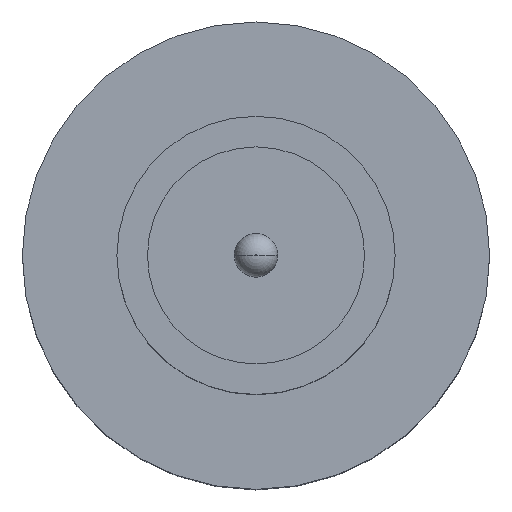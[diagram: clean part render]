
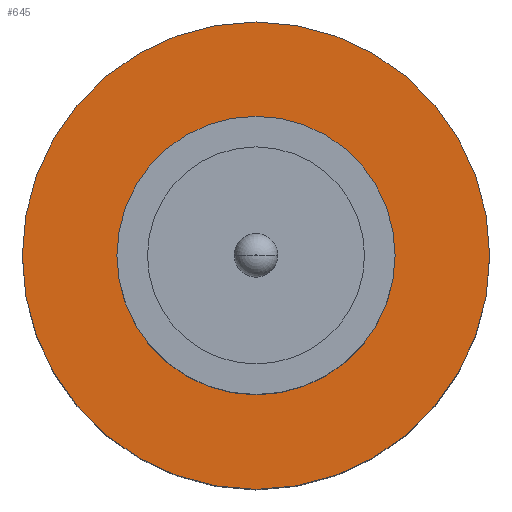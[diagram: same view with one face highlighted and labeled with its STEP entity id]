
A CAD part, top view. The second image highlights one B-rep face of the part: STEP entity #645.
In plain terms, the highlighted planar face has unit normal (0, 0, 1).
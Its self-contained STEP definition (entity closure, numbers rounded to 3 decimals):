
#11 = EDGE_CURVE ( 'NONE', #17, #595, #246, .T. ) ;
#15 = CARTESIAN_POINT ( 'NONE',  ( 0., 0., 1.55 ) ) ;
#17 = VERTEX_POINT ( 'NONE', #609 ) ;
#59 = AXIS2_PLACEMENT_3D ( 'NONE', #780, #542, #86 ) ;
#86 = DIRECTION ( 'NONE',  ( 1., 0., 0. ) ) ;
#96 = CIRCLE ( 'NONE', #446, 2.1 ) ;
#160 = CIRCLE ( 'NONE', #59, 1.25 ) ;
#230 = DIRECTION ( 'NONE',  ( 0., 0., 1. ) ) ;
#245 = DIRECTION ( 'NONE',  ( 1., 0., 0. ) ) ;
#246 = CIRCLE ( 'NONE', #295, 2.1 ) ;
#251 = CARTESIAN_POINT ( 'NONE',  ( 0., 0., 1.55 ) ) ;
#295 = AXIS2_PLACEMENT_3D ( 'NONE', #15, #230, #319 ) ;
#319 = DIRECTION ( 'NONE',  ( 1., 0., 0. ) ) ;
#327 = ORIENTED_EDGE ( 'NONE', *, *, #421, .T. ) ;
#335 = CIRCLE ( 'NONE', #672, 1.25 ) ;
#382 = AXIS2_PLACEMENT_3D ( 'NONE', #251, #957, #625 ) ;
#412 = DIRECTION ( 'NONE',  ( 0., 0., 1. ) ) ;
#414 = VERTEX_POINT ( 'NONE', #751 ) ;
#421 = EDGE_CURVE ( 'NONE', #595, #17, #96, .T. ) ;
#438 = CARTESIAN_POINT ( 'NONE',  ( 0., 0., 1.55 ) ) ;
#439 = EDGE_CURVE ( 'NONE', #536, #414, #160, .T. ) ;
#445 = DIRECTION ( 'NONE',  ( 1., 0., 0. ) ) ;
#446 = AXIS2_PLACEMENT_3D ( 'NONE', #438, #915, #445 ) ;
#466 = ORIENTED_EDGE ( 'NONE', *, *, #439, .F. ) ;
#470 = CARTESIAN_POINT ( 'NONE',  ( 1.25, 0., 1.55 ) ) ;
#473 = FACE_OUTER_BOUND ( 'NONE', #881, .T. ) ;
#536 = VERTEX_POINT ( 'NONE', #470 ) ;
#542 = DIRECTION ( 'NONE',  ( 0., 0., 1. ) ) ;
#548 = EDGE_LOOP ( 'NONE', ( #466, #811 ) ) ;
#595 = VERTEX_POINT ( 'NONE', #791 ) ;
#609 = CARTESIAN_POINT ( 'NONE',  ( 2.1, 0., 1.55 ) ) ;
#625 = DIRECTION ( 'NONE',  ( 1., 0., 0. ) ) ;
#631 = PLANE ( 'NONE',  #382 ) ;
#645 = ADVANCED_FACE ( 'NONE', ( #869, #473 ), #631, .T. ) ;
#664 = EDGE_CURVE ( 'NONE', #414, #536, #335, .T. ) ;
#672 = AXIS2_PLACEMENT_3D ( 'NONE', #802, #412, #245 ) ;
#751 = CARTESIAN_POINT ( 'NONE',  ( -1.25, 0., 1.55 ) ) ;
#780 = CARTESIAN_POINT ( 'NONE',  ( 0., 0., 1.55 ) ) ;
#791 = CARTESIAN_POINT ( 'NONE',  ( -2.1, 0., 1.55 ) ) ;
#802 = CARTESIAN_POINT ( 'NONE',  ( 0., 0., 1.55 ) ) ;
#811 = ORIENTED_EDGE ( 'NONE', *, *, #664, .F. ) ;
#869 = FACE_BOUND ( 'NONE', #548, .T. ) ;
#881 = EDGE_LOOP ( 'NONE', ( #327, #963 ) ) ;
#915 = DIRECTION ( 'NONE',  ( 0., 0., 1. ) ) ;
#957 = DIRECTION ( 'NONE',  ( 0., 0., 1. ) ) ;
#963 = ORIENTED_EDGE ( 'NONE', *, *, #11, .T. ) ;
